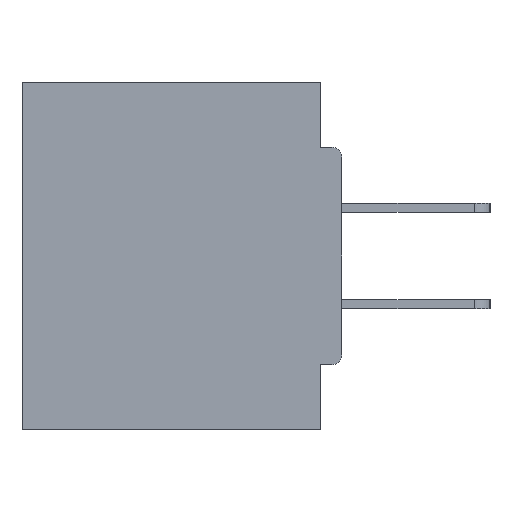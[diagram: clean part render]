
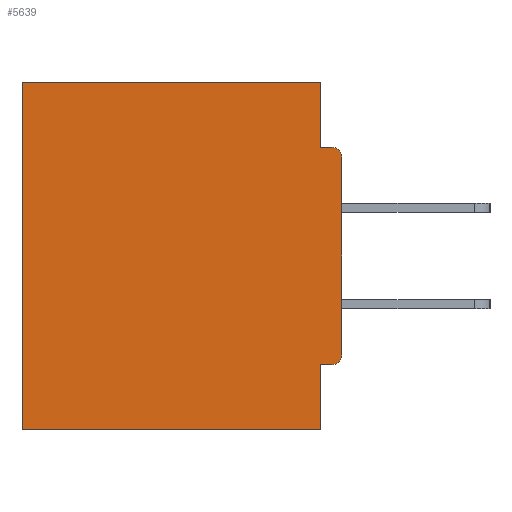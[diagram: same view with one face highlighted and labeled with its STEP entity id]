
A CAD part, left-side view. The second image highlights one B-rep face of the part: STEP entity #5639.
In plain terms, the highlighted planar face has unit normal (-1, 0, 0).
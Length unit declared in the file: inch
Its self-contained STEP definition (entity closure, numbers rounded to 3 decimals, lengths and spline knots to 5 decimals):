
#870 = ORIENTED_EDGE ( 'NONE', *, *, #7761, .F. ) ;
#1586 = EDGE_CURVE ( 'NONE', #9287, #20236, #5560, .T. ) ;
#2183 = CARTESIAN_POINT ( 'NONE',  ( 0.298, 0.015, -0.4065 ) ) ;
#2287 = DIRECTION ( 'NONE',  ( 0., 1., 0. ) ) ;
#2749 = DIRECTION ( 'NONE',  ( 1., 0., 0. ) ) ;
#3046 = VERTEX_POINT ( 'NONE', #32225 ) ;
#3100 = CARTESIAN_POINT ( 'NONE',  ( 0.298, 0.031, -0.5 ) ) ;
#3296 = CARTESIAN_POINT ( 'NONE',  ( 0.298, 0.46, -0.5 ) ) ;
#3447 = VECTOR ( 'NONE', #15632, 39.37008 ) ;
#3612 = CARTESIAN_POINT ( 'NONE',  ( 0.298, 0.46, 0. ) ) ;
#3638 = ORIENTED_EDGE ( 'NONE', *, *, #9148, .T. ) ;
#3856 = DIRECTION ( 'NONE',  ( 0., 0., -1. ) ) ;
#4027 = AXIS2_PLACEMENT_3D ( 'NONE', #24281, #4066, #6710 ) ;
#4066 = DIRECTION ( 'NONE',  ( -1., 0., 0. ) ) ;
#4103 = VERTEX_POINT ( 'NONE', #29908 ) ;
#4213 = VECTOR ( 'NONE', #22224, 39.37008 ) ;
#5378 = CARTESIAN_POINT ( 'NONE',  ( 0.298, 0.015, -0.0935 ) ) ;
#5560 = LINE ( 'NONE', #14815, #31164 ) ;
#5575 = DIRECTION ( 'NONE',  ( -1., 0., 0. ) ) ;
#5639 = ADVANCED_FACE ( 'NONE', ( #24547 ), #20451, .F. ) ;
#5886 = EDGE_LOOP ( 'NONE', ( #16065, #6201, #6604, #16793, #20194, #870, #20903, #15717, #3638, #24177 ) ) ;
#6201 = ORIENTED_EDGE ( 'NONE', *, *, #26627, .F. ) ;
#6498 = CARTESIAN_POINT ( 'NONE',  ( 0.298, 0.031, -0.5 ) ) ;
#6604 = ORIENTED_EDGE ( 'NONE', *, *, #15072, .F. ) ;
#6710 = DIRECTION ( 'NONE',  ( 0., 0., -1. ) ) ;
#7369 = LINE ( 'NONE', #27639, #4213 ) ;
#7761 = EDGE_CURVE ( 'NONE', #13872, #22860, #7369, .T. ) ;
#7912 = DIRECTION ( 'NONE',  ( 0., 0., -1. ) ) ;
#8012 = EDGE_CURVE ( 'NONE', #20236, #13872, #15615, .T. ) ;
#9148 = EDGE_CURVE ( 'NONE', #9287, #3046, #12411, .T. ) ;
#9287 = VERTEX_POINT ( 'NONE', #2183 ) ;
#9360 = DIRECTION ( 'NONE',  ( 0., 0., -1. ) ) ;
#9428 = EDGE_CURVE ( 'NONE', #4103, #32596, #11592, .T. ) ;
#9709 = CARTESIAN_POINT ( 'NONE',  ( 0.298, 0.46, 0. ) ) ;
#10839 = CARTESIAN_POINT ( 'NONE',  ( 0.298, 0., -0.0935 ) ) ;
#11040 = VECTOR ( 'NONE', #25811, 39.37008 ) ;
#11229 = EDGE_CURVE ( 'NONE', #23905, #27621, #19700, .T. ) ;
#11592 = LINE ( 'NONE', #12647, #21002 ) ;
#12411 = CIRCLE ( 'NONE', #4027, 0.015 ) ;
#12647 = CARTESIAN_POINT ( 'NONE',  ( 0.298, 0., 0. ) ) ;
#13872 = VERTEX_POINT ( 'NONE', #23061 ) ;
#14255 = VECTOR ( 'NONE', #28697, 39.37008 ) ;
#14815 = CARTESIAN_POINT ( 'NONE',  ( 0.298, 0., -0.4065 ) ) ;
#15072 = EDGE_CURVE ( 'NONE', #4103, #20814, #23499, .T. ) ;
#15615 = LINE ( 'NONE', #6498, #16005 ) ;
#15632 = DIRECTION ( 'NONE',  ( 0., 0., -1. ) ) ;
#15717 = ORIENTED_EDGE ( 'NONE', *, *, #1586, .F. ) ;
#16005 = VECTOR ( 'NONE', #3856, 39.37008 ) ;
#16065 = ORIENTED_EDGE ( 'NONE', *, *, #11229, .T. ) ;
#16793 = ORIENTED_EDGE ( 'NONE', *, *, #9428, .T. ) ;
#17907 = CARTESIAN_POINT ( 'NONE',  ( 0.298, 0., -0.1085 ) ) ;
#18024 = DIRECTION ( 'NONE',  ( 0., 0., -1. ) ) ;
#18194 = EDGE_CURVE ( 'NONE', #23905, #3046, #26488, .T. ) ;
#19700 = CIRCLE ( 'NONE', #23854, 0.015 ) ;
#20194 = ORIENTED_EDGE ( 'NONE', *, *, #22926, .T. ) ;
#20236 = VERTEX_POINT ( 'NONE', #27266 ) ;
#20451 = PLANE ( 'NONE',  #22201 ) ;
#20814 = VERTEX_POINT ( 'NONE', #32266 ) ;
#20903 = ORIENTED_EDGE ( 'NONE', *, *, #8012, .F. ) ;
#20956 = LINE ( 'NONE', #3612, #14255 ) ;
#21002 = VECTOR ( 'NONE', #30210, 39.37008 ) ;
#22201 = AXIS2_PLACEMENT_3D ( 'NONE', #22967, #2749, #7912 ) ;
#22224 = DIRECTION ( 'NONE',  ( 0., 1., 0. ) ) ;
#22860 = VERTEX_POINT ( 'NONE', #3296 ) ;
#22926 = EDGE_CURVE ( 'NONE', #32596, #22860, #20956, .T. ) ;
#22967 = CARTESIAN_POINT ( 'NONE',  ( 0.298, 0., 0. ) ) ;
#23061 = CARTESIAN_POINT ( 'NONE',  ( 0.298, 0.031, -0.5 ) ) ;
#23499 = LINE ( 'NONE', #3100, #3447 ) ;
#23854 = AXIS2_PLACEMENT_3D ( 'NONE', #30535, #5575, #18024 ) ;
#23905 = VERTEX_POINT ( 'NONE', #17907 ) ;
#24177 = ORIENTED_EDGE ( 'NONE', *, *, #18194, .F. ) ;
#24281 = CARTESIAN_POINT ( 'NONE',  ( 0.298, 0.015, -0.3915 ) ) ;
#24547 = FACE_OUTER_BOUND ( 'NONE', #5886, .T. ) ;
#25811 = DIRECTION ( 'NONE',  ( 0., -1., 0. ) ) ;
#26113 = VECTOR ( 'NONE', #9360, 39.37008 ) ;
#26488 = LINE ( 'NONE', #27068, #26113 ) ;
#26627 = EDGE_CURVE ( 'NONE', #20814, #27621, #31121, .T. ) ;
#27068 = CARTESIAN_POINT ( 'NONE',  ( 0.298, 0., 0. ) ) ;
#27266 = CARTESIAN_POINT ( 'NONE',  ( 0.298, 0.031, -0.4065 ) ) ;
#27621 = VERTEX_POINT ( 'NONE', #5378 ) ;
#27639 = CARTESIAN_POINT ( 'NONE',  ( 0.298, 0., -0.5 ) ) ;
#28697 = DIRECTION ( 'NONE',  ( 0., 0., -1. ) ) ;
#29908 = CARTESIAN_POINT ( 'NONE',  ( 0.298, 0.031, 0. ) ) ;
#30210 = DIRECTION ( 'NONE',  ( 0., 1., 0. ) ) ;
#30535 = CARTESIAN_POINT ( 'NONE',  ( 0.298, 0.015, -0.1085 ) ) ;
#31121 = LINE ( 'NONE', #10839, #11040 ) ;
#31164 = VECTOR ( 'NONE', #2287, 39.37008 ) ;
#32225 = CARTESIAN_POINT ( 'NONE',  ( 0.298, 0., -0.3915 ) ) ;
#32266 = CARTESIAN_POINT ( 'NONE',  ( 0.298, 0.031, -0.0935 ) ) ;
#32596 = VERTEX_POINT ( 'NONE', #9709 ) ;
